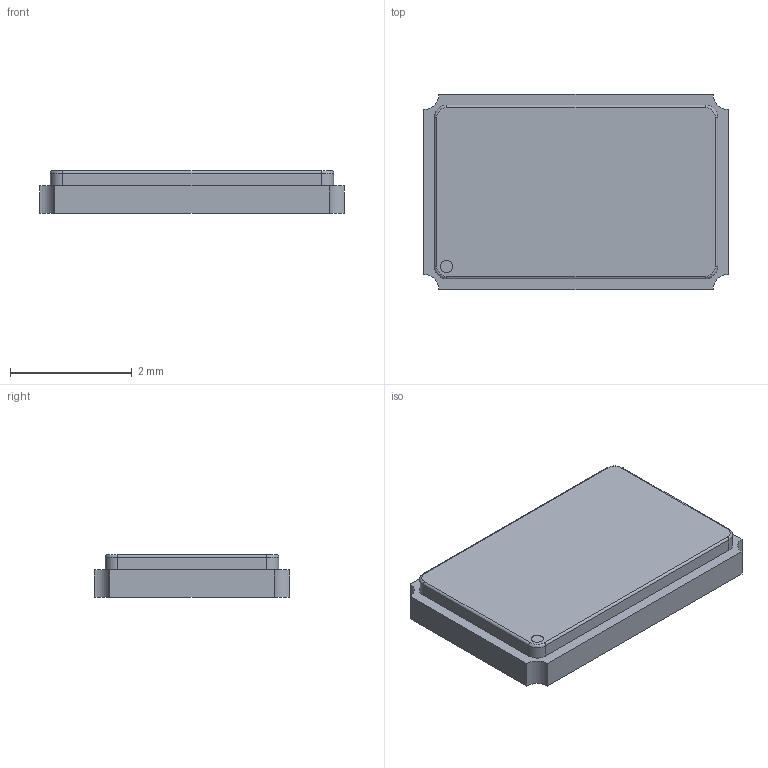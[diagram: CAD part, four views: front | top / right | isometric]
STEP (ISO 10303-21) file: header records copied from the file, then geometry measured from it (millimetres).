
FILE_DESCRIPTION(/* description */ ('5 x 3.2 mm crystal'),/* implementation_level */ '2;1');
FILE_NAME(/* name */ 'CRYSTAL_5x3_2.step',/* time_stamp */ '2021-08-31T17:03:22+02:00',/* author */ (''),/* organization */ ('Bad Pixel'),/* preprocessor_version */ 'ST-DEVELOPER v18.1',/* originating_system */ 'Autodesk Translation Framework v10.10.0.1391',/* authorisation */ '');
FILE_SCHEMA (('AUTOMOTIVE_DESIGN { 1 0 10303 214 3 1 1 }'));
Length unit declared in the file: millimetre
Products named in the file (1): Crystal 5x3.2 mm
Bounding box: 5 x 3.2 x 0.7 mm (x, y, z)
Volume: 10.4 mm3; surface area: 42.2 mm2
Topology: 1 solids, 1 shells, 29 faces, 67 edges, 42 vertices
Faces by surface type: cylinder 13, plane 12, torus 4
Full cylindrical faces by diameter (mm): 0.2 x1
Entity records: 891 total; most frequent: DIRECTION 157, CARTESIAN_POINT 139, ORIENTED_EDGE 134, EDGE_CURVE 67, AXIS2_PLACEMENT_3D 60, VERTEX_POINT 42, LINE 37, VECTOR 37
